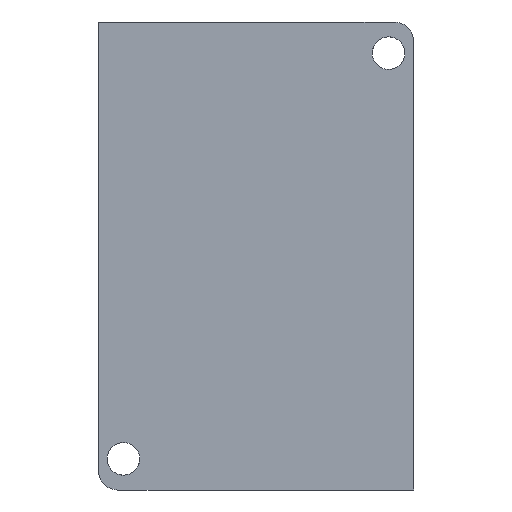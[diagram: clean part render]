
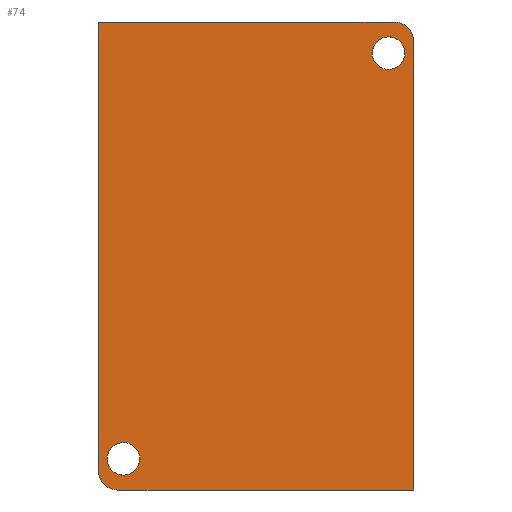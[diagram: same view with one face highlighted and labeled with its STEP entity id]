
A CAD part, front view. The second image highlights one B-rep face of the part: STEP entity #74.
In plain terms, the highlighted planar face has unit normal (0, -1, 0).
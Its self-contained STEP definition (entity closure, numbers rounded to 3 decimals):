
#21 = CARTESIAN_POINT ( 'NONE',  ( -20.2, -2.15, 30. ) ) ;
#29 = AXIS2_PLACEMENT_3D ( 'NONE', #253, #660, #721 ) ;
#31 = AXIS2_PLACEMENT_3D ( 'NONE', #155, #340, #600 ) ;
#32 = DIRECTION ( 'NONE',  ( 0., 0., -1. ) ) ;
#39 = DIRECTION ( 'NONE',  ( 0., 0., 1. ) ) ;
#56 = ORIENTED_EDGE ( 'NONE', *, *, #827, .T. ) ;
#66 = EDGE_CURVE ( 'NONE', #831, #306, #702, .T. ) ;
#74 = ADVANCED_FACE ( 'NONE', ( #86, #674, #287 ), #417, .F. ) ;
#86 = FACE_BOUND ( 'NONE', #270, .T. ) ;
#91 = AXIS2_PLACEMENT_3D ( 'NONE', #804, #534, #609 ) ;
#102 = EDGE_CURVE ( 'NONE', #714, #752, #284, .T. ) ;
#104 = CARTESIAN_POINT ( 'NONE',  ( -19.165, -2.15, -30. ) ) ;
#105 = EDGE_CURVE ( 'NONE', #306, #831, #597, .T. ) ;
#116 = VECTOR ( 'NONE', #136, 1000. ) ;
#119 = CARTESIAN_POINT ( 'NONE',  ( -17., -2.15, -23.9 ) ) ;
#120 = VERTEX_POINT ( 'NONE', #545 ) ;
#135 = DIRECTION ( 'NONE',  ( 1., 0., 0. ) ) ;
#136 = DIRECTION ( 'NONE',  ( 0., 0., -1. ) ) ;
#145 = AXIS2_PLACEMENT_3D ( 'NONE', #297, #365, #39 ) ;
#155 = CARTESIAN_POINT ( 'NONE',  ( -17., -2.15, -26. ) ) ;
#159 = DIRECTION ( 'NONE',  ( 0., 0., 1. ) ) ;
#172 =( BOUNDED_CURVE ( )  B_SPLINE_CURVE ( 3, ( #505, #294, #104, #694 ),
 .UNSPECIFIED., .F., .T. ) 
 B_SPLINE_CURVE_WITH_KNOTS ( ( 4, 4 ),
 ( 5.498, 7.068 ),
 .UNSPECIFIED. ) 
 CURVE ( )  GEOMETRIC_REPRESENTATION_ITEM ( )  RATIONAL_B_SPLINE_CURVE ( ( 1., 0.805, 0.805, 1. ) ) 
 REPRESENTATION_ITEM ( '' )  );
#183 = AXIS2_PLACEMENT_3D ( 'NONE', #210, #671, #159 ) ;
#209 = VERTEX_POINT ( 'NONE', #627 ) ;
#210 = CARTESIAN_POINT ( 'NONE',  ( -17., -2.15, -26. ) ) ;
#212 = CARTESIAN_POINT ( 'NONE',  ( 20.2, -2.15, 27.5 ) ) ;
#219 = EDGE_LOOP ( 'NONE', ( #447, #613, #773, #56, #404, #695 ) ) ;
#234 = EDGE_CURVE ( 'NONE', #650, #120, #172, .T. ) ;
#251 = EDGE_CURVE ( 'NONE', #758, #209, #611, .T. ) ;
#253 = CARTESIAN_POINT ( 'NONE',  ( 17., -2.15, 26. ) ) ;
#260 = CARTESIAN_POINT ( 'NONE',  ( -20.2, -2.15, -30. ) ) ;
#270 = EDGE_LOOP ( 'NONE', ( #506, #629 ) ) ;
#284 = LINE ( 'NONE', #543, #395 ) ;
#287 = FACE_OUTER_BOUND ( 'NONE', #219, .T. ) ;
#294 = CARTESIAN_POINT ( 'NONE',  ( -20.2, -2.15, -28.965 ) ) ;
#297 = CARTESIAN_POINT ( 'NONE',  ( 17., -2.15, 26. ) ) ;
#298 = ORIENTED_EDGE ( 'NONE', *, *, #606, .T. ) ;
#306 = VERTEX_POINT ( 'NONE', #119 ) ;
#340 = DIRECTION ( 'NONE',  ( 0., 1., 0. ) ) ;
#362 = EDGE_CURVE ( 'NONE', #623, #691, #717, .T. ) ;
#365 = DIRECTION ( 'NONE',  ( 0., 1., 0. ) ) ;
#389 = ORIENTED_EDGE ( 'NONE', *, *, #251, .T. ) ;
#395 = VECTOR ( 'NONE', #798, 1000. ) ;
#404 = ORIENTED_EDGE ( 'NONE', *, *, #234, .T. ) ;
#415 = CARTESIAN_POINT ( 'NONE',  ( 17.7, -2.15, 30. ) ) ;
#417 = PLANE ( 'NONE',  #91 ) ;
#435 = CARTESIAN_POINT ( 'NONE',  ( -20.2, -2.15, 30. ) ) ;
#447 = ORIENTED_EDGE ( 'NONE', *, *, #362, .F. ) ;
#459 = EDGE_CURVE ( 'NONE', #623, #752, #692, .T. ) ;
#467 = CARTESIAN_POINT ( 'NONE',  ( -20.2, -2.15, -27.5 ) ) ;
#471 = CARTESIAN_POINT ( 'NONE',  ( 20.2, -2.15, 27.5 ) ) ;
#477 = CARTESIAN_POINT ( 'NONE',  ( 19.165, -2.15, 30. ) ) ;
#505 = CARTESIAN_POINT ( 'NONE',  ( -20.2, -2.15, -27.5 ) ) ;
#506 = ORIENTED_EDGE ( 'NONE', *, *, #105, .T. ) ;
#510 = CARTESIAN_POINT ( 'NONE',  ( -17., -2.15, -28.1 ) ) ;
#512 = CARTESIAN_POINT ( 'NONE',  ( 20.2, -2.15, 30. ) ) ;
#527 = VECTOR ( 'NONE', #32, 1000. ) ;
#534 = DIRECTION ( 'NONE',  ( 0., 1., 0. ) ) ;
#543 = CARTESIAN_POINT ( 'NONE',  ( -20.2, -2.15, 30. ) ) ;
#544 = CARTESIAN_POINT ( 'NONE',  ( 17., -2.15, 28.1 ) ) ;
#545 = CARTESIAN_POINT ( 'NONE',  ( -17.7, -2.15, -30. ) ) ;
#597 = CIRCLE ( 'NONE', #183, 2.1 ) ;
#600 = DIRECTION ( 'NONE',  ( 0., 0., 1. ) ) ;
#606 = EDGE_CURVE ( 'NONE', #209, #758, #701, .T. ) ;
#609 = DIRECTION ( 'NONE',  ( -1., 0., 0. ) ) ;
#611 = CIRCLE ( 'NONE', #145, 2.1 ) ;
#613 = ORIENTED_EDGE ( 'NONE', *, *, #459, .T. ) ;
#616 = CARTESIAN_POINT ( 'NONE',  ( 20.2, -2.15, -30. ) ) ;
#622 = EDGE_CURVE ( 'NONE', #120, #691, #844, .T. ) ;
#623 = VERTEX_POINT ( 'NONE', #471 ) ;
#624 = LINE ( 'NONE', #435, #527 ) ;
#627 = CARTESIAN_POINT ( 'NONE',  ( 17., -2.15, 23.9 ) ) ;
#629 = ORIENTED_EDGE ( 'NONE', *, *, #66, .T. ) ;
#632 = EDGE_LOOP ( 'NONE', ( #389, #298 ) ) ;
#650 = VERTEX_POINT ( 'NONE', #467 ) ;
#660 = DIRECTION ( 'NONE',  ( 0., 1., 0. ) ) ;
#665 = CARTESIAN_POINT ( 'NONE',  ( 20.2, -2.15, 28.965 ) ) ;
#669 = CARTESIAN_POINT ( 'NONE',  ( 17.7, -2.15, 30. ) ) ;
#671 = DIRECTION ( 'NONE',  ( 0., 1., 0. ) ) ;
#674 = FACE_BOUND ( 'NONE', #632, .T. ) ;
#691 = VERTEX_POINT ( 'NONE', #616 ) ;
#692 =( BOUNDED_CURVE ( )  B_SPLINE_CURVE ( 3, ( #212, #665, #477, #415 ),
 .UNSPECIFIED., .F., .T. ) 
 B_SPLINE_CURVE_WITH_KNOTS ( ( 4, 4 ),
 ( 2.356, 3.927 ),
 .UNSPECIFIED. ) 
 CURVE ( )  GEOMETRIC_REPRESENTATION_ITEM ( )  RATIONAL_B_SPLINE_CURVE ( ( 1., 0.805, 0.805, 1. ) ) 
 REPRESENTATION_ITEM ( '' )  );
#694 = CARTESIAN_POINT ( 'NONE',  ( -17.7, -2.15, -30. ) ) ;
#695 = ORIENTED_EDGE ( 'NONE', *, *, #622, .T. ) ;
#701 = CIRCLE ( 'NONE', #29, 2.1 ) ;
#702 = CIRCLE ( 'NONE', #31, 2.1 ) ;
#714 = VERTEX_POINT ( 'NONE', #21 ) ;
#717 = LINE ( 'NONE', #512, #116 ) ;
#721 = DIRECTION ( 'NONE',  ( 0., 0., 1. ) ) ;
#752 = VERTEX_POINT ( 'NONE', #669 ) ;
#758 = VERTEX_POINT ( 'NONE', #544 ) ;
#765 = VECTOR ( 'NONE', #135, 1000. ) ;
#773 = ORIENTED_EDGE ( 'NONE', *, *, #102, .F. ) ;
#798 = DIRECTION ( 'NONE',  ( 1., 0., 0. ) ) ;
#804 = CARTESIAN_POINT ( 'NONE',  ( -20.2, -2.15, 30. ) ) ;
#827 = EDGE_CURVE ( 'NONE', #714, #650, #624, .T. ) ;
#831 = VERTEX_POINT ( 'NONE', #510 ) ;
#844 = LINE ( 'NONE', #260, #765 ) ;
